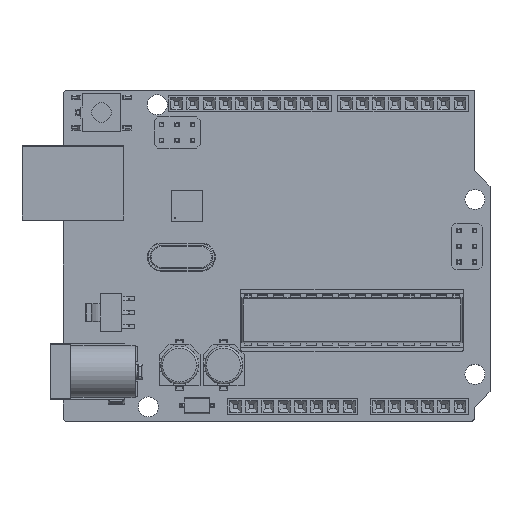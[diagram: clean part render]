
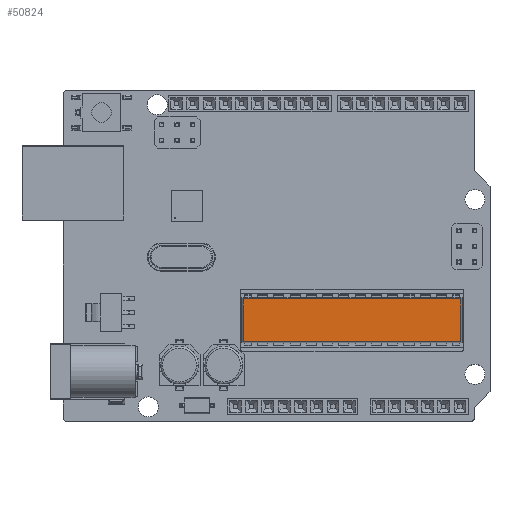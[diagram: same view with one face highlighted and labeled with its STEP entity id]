
A CAD part, top view. The second image highlights one B-rep face of the part: STEP entity #50824.
In plain terms, the highlighted planar face has unit normal (0, 0, 1).
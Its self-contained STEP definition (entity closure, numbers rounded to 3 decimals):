
#46400 = VERTEX_POINT('',#46401);
#46401 = CARTESIAN_POINT('',(63.93,12.85,-5.6));
#46407 = EDGE_CURVE('',#46408,#46400,#46410,.T.);
#46408 = VERTEX_POINT('',#46409);
#46409 = CARTESIAN_POINT('',(29.13,12.85,-5.6));
#46410 = LINE('',#46411,#46412);
#46411 = CARTESIAN_POINT('',(28.934,12.85,-5.6));
#46412 = VECTOR('',#46413,1.);
#46413 = DIRECTION('',(1.,0.,0.));
#46431 = EDGE_CURVE('',#46432,#46408,#46434,.T.);
#46432 = VERTEX_POINT('',#46433);
#46433 = CARTESIAN_POINT('',(29.13,19.65,-5.6));
#46434 = LINE('',#46435,#46436);
#46435 = CARTESIAN_POINT('',(29.13,19.846,
    -5.6));
#46436 = VECTOR('',#46437,1.);
#46437 = DIRECTION('',(0.,-1.,0.));
#46455 = VERTEX_POINT('',#46456);
#46456 = CARTESIAN_POINT('',(63.93,19.65,-5.6));
#46462 = EDGE_CURVE('',#46400,#46455,#46463,.T.);
#46463 = LINE('',#46464,#46465);
#46464 = CARTESIAN_POINT('',(63.93,19.846,
    -5.6));
#46465 = VECTOR('',#46466,1.);
#46466 = DIRECTION('',(0.,1.,0.));
#46507 = EDGE_CURVE('',#46455,#46432,#46508,.T.);
#46508 = LINE('',#46509,#46510);
#46509 = CARTESIAN_POINT('',(28.934,19.65,-5.6));
#46510 = VECTOR('',#46511,1.);
#46511 = DIRECTION('',(-1.,0.,0.));
#50824 = ADVANCED_FACE('',(#50825),#50831,.T.);
#50825 = FACE_BOUND('',#50826,.T.);
#50826 = EDGE_LOOP('',(#50827,#50828,#50829,#50830));
#50827 = ORIENTED_EDGE('',*,*,#46431,.T.);
#50828 = ORIENTED_EDGE('',*,*,#46407,.T.);
#50829 = ORIENTED_EDGE('',*,*,#46462,.T.);
#50830 = ORIENTED_EDGE('',*,*,#46507,.T.);
#50831 = PLANE('',#50832);
#50832 = AXIS2_PLACEMENT_3D('',#50833,#50834,#50835);
#50833 = CARTESIAN_POINT('',(29.13,12.85,-5.6));
#50834 = DIRECTION('',(0.,0.,1.));
#50835 = DIRECTION('',(0.,-1.,0.));
